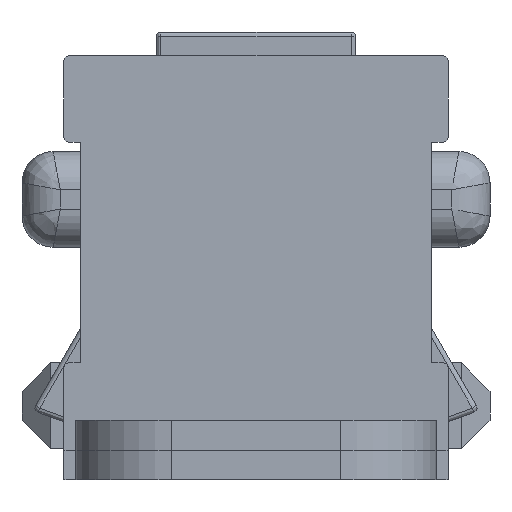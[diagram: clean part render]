
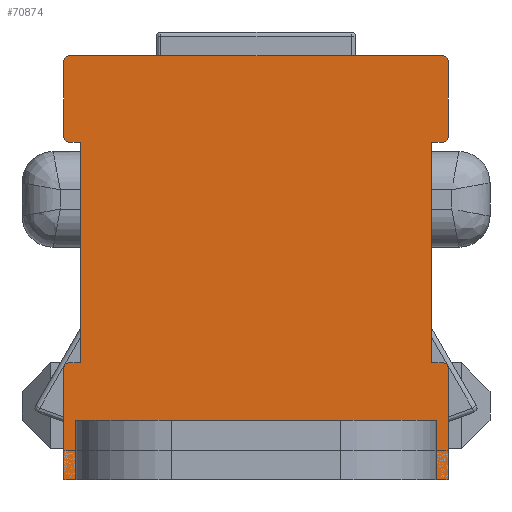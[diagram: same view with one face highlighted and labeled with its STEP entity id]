
A CAD part, left-side view. The second image highlights one B-rep face of the part: STEP entity #70874.
In plain terms, the highlighted planar face has unit normal (-1, 0, 0).
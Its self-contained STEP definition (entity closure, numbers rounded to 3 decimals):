
#11041=CIRCLE('',#75827,0.2);
#11042=CIRCLE('',#75828,0.2);
#11043=CIRCLE('',#75829,0.2);
#11044=CIRCLE('',#75830,0.2);
#11045=CIRCLE('',#75831,0.2);
#11046=CIRCLE('',#75832,0.2);
#15832=FACE_OUTER_BOUND('',#20647,.T.);
#20647=EDGE_LOOP('',(#47698,#47699,#47700,#47701,#47702,#47703,#47704,#47705,
#47706,#47707,#47708,#47709,#47710,#47711,#47712,#47713,#47714,#47715,#47716,
#47717,#47718,#47719));
#25795=LINE('',#96374,#26742);
#25796=LINE('',#96378,#26743);
#25797=LINE('',#96382,#26744);
#25798=LINE('',#96384,#26745);
#25799=LINE('',#96386,#26746);
#25800=LINE('',#96390,#26747);
#25801=LINE('',#96392,#26748);
#25802=LINE('',#96394,#26749);
#25803=LINE('',#96396,#26750);
#25804=LINE('',#96398,#26751);
#25805=LINE('',#96400,#26752);
#25806=LINE('',#96402,#26753);
#25807=LINE('',#96406,#26754);
#25808=LINE('',#96408,#26755);
#25809=LINE('',#96410,#26756);
#25810=LINE('',#96414,#26757);
#26742=VECTOR('',#82902,10.);
#26743=VECTOR('',#82905,10.);
#26744=VECTOR('',#82908,10.);
#26745=VECTOR('',#82909,10.);
#26746=VECTOR('',#82910,10.);
#26747=VECTOR('',#82913,10.);
#26748=VECTOR('',#82914,10.);
#26749=VECTOR('',#82915,10.);
#26750=VECTOR('',#82916,10.);
#26751=VECTOR('',#82917,10.);
#26752=VECTOR('',#82918,10.);
#26753=VECTOR('',#82919,10.);
#26754=VECTOR('',#82922,10.);
#26755=VECTOR('',#82923,10.);
#26756=VECTOR('',#82924,10.);
#26757=VECTOR('',#82927,10.);
#27545=VERTEX_POINT('',#96372);
#27546=VERTEX_POINT('',#96373);
#27547=VERTEX_POINT('',#96375);
#27548=VERTEX_POINT('',#96377);
#27549=VERTEX_POINT('',#96379);
#27550=VERTEX_POINT('',#96381);
#27551=VERTEX_POINT('',#96383);
#27552=VERTEX_POINT('',#96385);
#27553=VERTEX_POINT('',#96387);
#27554=VERTEX_POINT('',#96389);
#27555=VERTEX_POINT('',#96391);
#27556=VERTEX_POINT('',#96393);
#27557=VERTEX_POINT('',#96395);
#27558=VERTEX_POINT('',#96397);
#27559=VERTEX_POINT('',#96399);
#27560=VERTEX_POINT('',#96401);
#27561=VERTEX_POINT('',#96403);
#27562=VERTEX_POINT('',#96405);
#27563=VERTEX_POINT('',#96407);
#27564=VERTEX_POINT('',#96409);
#27565=VERTEX_POINT('',#96411);
#27566=VERTEX_POINT('',#96413);
#35033=EDGE_CURVE('',#27545,#27546,#25795,.T.);
#35034=EDGE_CURVE('',#27546,#27547,#11041,.T.);
#35035=EDGE_CURVE('',#27547,#27548,#25796,.T.);
#35036=EDGE_CURVE('',#27548,#27549,#11042,.T.);
#35037=EDGE_CURVE('',#27549,#27550,#25797,.T.);
#35038=EDGE_CURVE('',#27550,#27551,#25798,.T.);
#35039=EDGE_CURVE('',#27551,#27552,#25799,.T.);
#35040=EDGE_CURVE('',#27552,#27553,#11043,.T.);
#35041=EDGE_CURVE('',#27553,#27554,#25800,.T.);
#35042=EDGE_CURVE('',#27554,#27555,#25801,.T.);
#35043=EDGE_CURVE('',#27555,#27556,#25802,.T.);
#35044=EDGE_CURVE('',#27556,#27557,#25803,.T.);
#35045=EDGE_CURVE('',#27557,#27558,#25804,.T.);
#35046=EDGE_CURVE('',#27558,#27559,#25805,.T.);
#35047=EDGE_CURVE('',#27560,#27559,#25806,.T.);
#35048=EDGE_CURVE('',#27560,#27561,#11044,.T.);
#35049=EDGE_CURVE('',#27561,#27562,#25807,.T.);
#35050=EDGE_CURVE('',#27562,#27563,#25808,.T.);
#35051=EDGE_CURVE('',#27563,#27564,#25809,.T.);
#35052=EDGE_CURVE('',#27564,#27565,#11045,.T.);
#35053=EDGE_CURVE('',#27565,#27566,#25810,.T.);
#35054=EDGE_CURVE('',#27566,#27545,#11046,.T.);
#47698=ORIENTED_EDGE('',*,*,#35033,.T.);
#47699=ORIENTED_EDGE('',*,*,#35034,.T.);
#47700=ORIENTED_EDGE('',*,*,#35035,.T.);
#47701=ORIENTED_EDGE('',*,*,#35036,.T.);
#47702=ORIENTED_EDGE('',*,*,#35037,.T.);
#47703=ORIENTED_EDGE('',*,*,#35038,.T.);
#47704=ORIENTED_EDGE('',*,*,#35039,.T.);
#47705=ORIENTED_EDGE('',*,*,#35040,.T.);
#47706=ORIENTED_EDGE('',*,*,#35041,.T.);
#47707=ORIENTED_EDGE('',*,*,#35042,.T.);
#47708=ORIENTED_EDGE('',*,*,#35043,.T.);
#47709=ORIENTED_EDGE('',*,*,#35044,.T.);
#47710=ORIENTED_EDGE('',*,*,#35045,.T.);
#47711=ORIENTED_EDGE('',*,*,#35046,.T.);
#47712=ORIENTED_EDGE('',*,*,#35047,.F.);
#47713=ORIENTED_EDGE('',*,*,#35048,.T.);
#47714=ORIENTED_EDGE('',*,*,#35049,.T.);
#47715=ORIENTED_EDGE('',*,*,#35050,.T.);
#47716=ORIENTED_EDGE('',*,*,#35051,.T.);
#47717=ORIENTED_EDGE('',*,*,#35052,.T.);
#47718=ORIENTED_EDGE('',*,*,#35053,.T.);
#47719=ORIENTED_EDGE('',*,*,#35054,.T.);
#70445=PLANE('',#75826);
#70874=ADVANCED_FACE('',(#15832),#70445,.T.);
#75826=AXIS2_PLACEMENT_3D('',#96371,#82900,#82901);
#75827=AXIS2_PLACEMENT_3D('',#96376,#82903,#82904);
#75828=AXIS2_PLACEMENT_3D('',#96380,#82906,#82907);
#75829=AXIS2_PLACEMENT_3D('',#96388,#82911,#82912);
#75830=AXIS2_PLACEMENT_3D('',#96404,#82920,#82921);
#75831=AXIS2_PLACEMENT_3D('',#96412,#82925,#82926);
#75832=AXIS2_PLACEMENT_3D('',#96415,#82928,#82929);
#82900=DIRECTION('center_axis',(-1.,0.,0.));
#82901=DIRECTION('ref_axis',(0.,-1.,0.));
#82902=DIRECTION('',(0.,1.,0.));
#82903=DIRECTION('center_axis',(-1.,0.,0.));
#82904=DIRECTION('ref_axis',(0.,0.,1.));
#82905=DIRECTION('',(0.,0.,-1.));
#82906=DIRECTION('center_axis',(-1.,0.,0.));
#82907=DIRECTION('ref_axis',(0.,1.,0.));
#82908=DIRECTION('',(0.,-1.,0.));
#82909=DIRECTION('',(0.,0.,-1.));
#82910=DIRECTION('',(0.,1.,0.));
#82911=DIRECTION('center_axis',(-1.,0.,0.));
#82912=DIRECTION('ref_axis',(0.,0.,1.));
#82913=DIRECTION('',(0.,0.,-1.));
#82914=DIRECTION('',(0.,-1.,0.));
#82915=DIRECTION('',(0.,0.,1.));
#82916=DIRECTION('',(0.,-1.,0.));
#82917=DIRECTION('',(0.,0.,-1.));
#82918=DIRECTION('',(0.,-1.,0.));
#82919=DIRECTION('',(0.,0.,-1.));
#82920=DIRECTION('center_axis',(-1.,0.,0.));
#82921=DIRECTION('ref_axis',(0.,-1.,0.));
#82922=DIRECTION('',(0.,1.,0.));
#82923=DIRECTION('',(0.,0.,1.));
#82924=DIRECTION('',(0.,-1.,0.));
#82925=DIRECTION('center_axis',(-1.,0.,0.));
#82926=DIRECTION('ref_axis',(0.,0.,-1.));
#82927=DIRECTION('',(0.,0.,1.));
#82928=DIRECTION('center_axis',(-1.,0.,0.));
#82929=DIRECTION('ref_axis',(0.,-1.,0.));
#96371=CARTESIAN_POINT('Origin',(-412.2,0.,10.015));
#96372=CARTESIAN_POINT('',(-412.2,-7.835,17.73));
#96373=CARTESIAN_POINT('',(-412.2,7.835,17.73));
#96374=CARTESIAN_POINT('',(-412.2,-7.835,17.73));
#96375=CARTESIAN_POINT('',(-412.2,8.035,17.53));
#96376=CARTESIAN_POINT('Origin',(-412.2,7.835,17.53));
#96377=CARTESIAN_POINT('',(-412.2,8.035,14.33));
#96378=CARTESIAN_POINT('',(-412.2,8.035,17.53));
#96379=CARTESIAN_POINT('',(-412.2,7.835,14.13));
#96380=CARTESIAN_POINT('Origin',(-412.2,7.835,14.33));
#96381=CARTESIAN_POINT('',(-412.2,7.335,14.13));
#96382=CARTESIAN_POINT('',(-412.2,7.835,14.13));
#96383=CARTESIAN_POINT('',(-412.2,7.335,4.9));
#96384=CARTESIAN_POINT('',(-412.2,7.335,14.13));
#96385=CARTESIAN_POINT('',(-412.2,7.835,4.9));
#96386=CARTESIAN_POINT('',(-412.2,7.335,4.9));
#96387=CARTESIAN_POINT('',(-412.2,8.035,4.7));
#96388=CARTESIAN_POINT('Origin',(-412.2,7.835,4.7));
#96389=CARTESIAN_POINT('',(-412.2,8.035,0.));
#96390=CARTESIAN_POINT('',(-412.2,8.035,4.7));
#96391=CARTESIAN_POINT('',(-412.2,7.535,0.));
#96392=CARTESIAN_POINT('',(-412.2,3.768,0.));
#96393=CARTESIAN_POINT('',(-412.2,7.535,2.5));
#96394=CARTESIAN_POINT('',(-412.2,7.535,6.258));
#96395=CARTESIAN_POINT('',(-412.2,-7.535,2.5));
#96396=CARTESIAN_POINT('',(-412.2,-3.768,2.5));
#96397=CARTESIAN_POINT('',(-412.2,-7.535,0.));
#96398=CARTESIAN_POINT('',(-412.2,-7.535,1.3));
#96399=CARTESIAN_POINT('',(-412.2,-8.035,0.));
#96400=CARTESIAN_POINT('',(-412.2,-4.018,0.));
#96401=CARTESIAN_POINT('',(-412.2,-8.035,4.7));
#96402=CARTESIAN_POINT('',(-412.2,-8.035,1.3));
#96403=CARTESIAN_POINT('',(-412.2,-7.835,4.9));
#96404=CARTESIAN_POINT('Origin',(-412.2,-7.835,4.7));
#96405=CARTESIAN_POINT('',(-412.2,-7.335,4.9));
#96406=CARTESIAN_POINT('',(-412.2,-7.835,4.9));
#96407=CARTESIAN_POINT('',(-412.2,-7.335,14.13));
#96408=CARTESIAN_POINT('',(-412.2,-7.335,4.9));
#96409=CARTESIAN_POINT('',(-412.2,-7.835,14.13));
#96410=CARTESIAN_POINT('',(-412.2,-7.335,14.13));
#96411=CARTESIAN_POINT('',(-412.2,-8.035,14.33));
#96412=CARTESIAN_POINT('Origin',(-412.2,-7.835,14.33));
#96413=CARTESIAN_POINT('',(-412.2,-8.035,17.53));
#96414=CARTESIAN_POINT('',(-412.2,-8.035,14.33));
#96415=CARTESIAN_POINT('Origin',(-412.2,-7.835,17.53));
